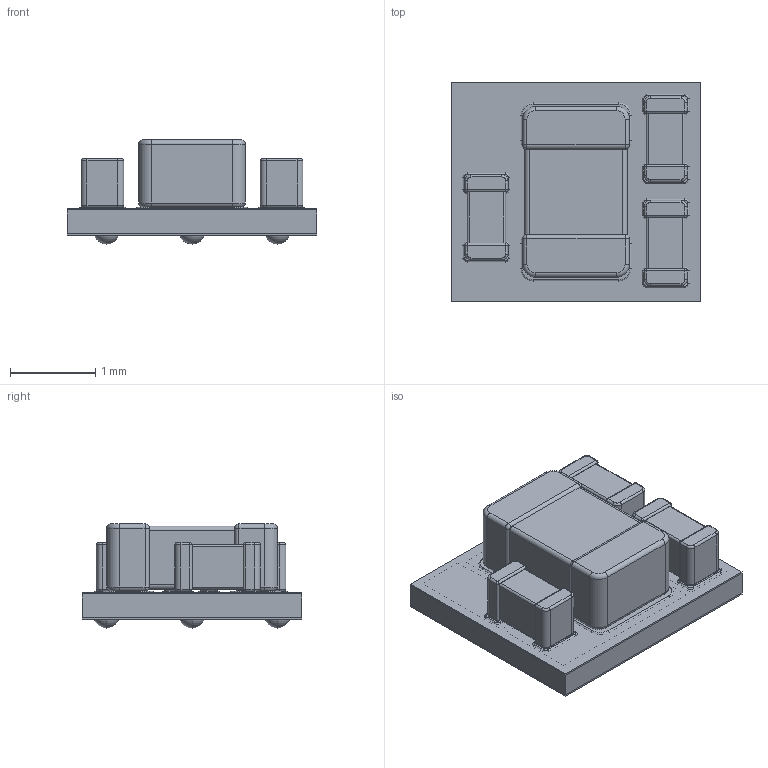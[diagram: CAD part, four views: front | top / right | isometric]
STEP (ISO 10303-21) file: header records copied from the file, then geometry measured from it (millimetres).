
FILE_DESCRIPTION((''),'2;1');
FILE_NAME('SIP0009A_ASM','2023-04-12T08:05:12',('a0412086'),(''),'CREO PARAMETRIC BY PTC INC, 2018500','CREO PARAMETRIC BY PTC INC, 2018500','');
FILE_SCHEMA(('CONFIG_CONTROL_DESIGN','SHAPE_APPEARANCE_LAYERS_GROUPS'));
Length unit declared in the file: millimetre
Products named in the file (15): SOLDERMASK-BTM-SIP; SUBSTRATE-SIP; METAL-SIP0009A; BUMP-SIP; BUM-PATTERN_ASM; SOLDERMASK-TOP-SIP; INDTR-BODY-MDT; INDTR-TERMNL-MDT; INDTR-TOKO-MDT2012-CLR_ASM; CAP-BODY-GRM; CAP-TERMNL-GRM; CAP-GRM155R60J_ASM; SOLDER-CAP; SOLDER-IND; SIP0009A_ASM
Assembly tree (32 placements, depth 3):
  SIP0009A_ASM
    SOLDERMASK-BTM-SIP
    SUBSTRATE-SIP
    METAL-SIP0009A
    BUM-PATTERN_ASM
      BUMP-SIP  x9
    SOLDERMASK-TOP-SIP
    INDTR-TOKO-MDT2012-CLR_ASM
      INDTR-BODY-MDT
      INDTR-TERMNL-MDT  x2
    CAP-GRM155R60J_ASM  x3
      CAP-BODY-GRM
      CAP-TERMNL-GRM
    SOLDER-CAP  x6
    SOLDER-IND  x2
Bounding box: 2.92 x 2.58 x 1.22 mm (x, y, z)
Volume: 5.1 mm3; surface area: 89.1 mm2
Topology: 38 solids, 38 shells, 475 faces, 1046 edges, 635 vertices
Faces by surface type: plane 199, cylinder 162, torus 64, sphere 50
Entity records: 8210 total; most frequent: DIRECTION 1190, CARTESIAN_POINT 1084, ORIENTED_EDGE 984, PRESENTATION_STYLE_ASSIGNMENT 508, STYLED_ITEM 508, CURVE_STYLE 492, EDGE_CURVE 492, AXIS2_PLACEMENT_3D 421
